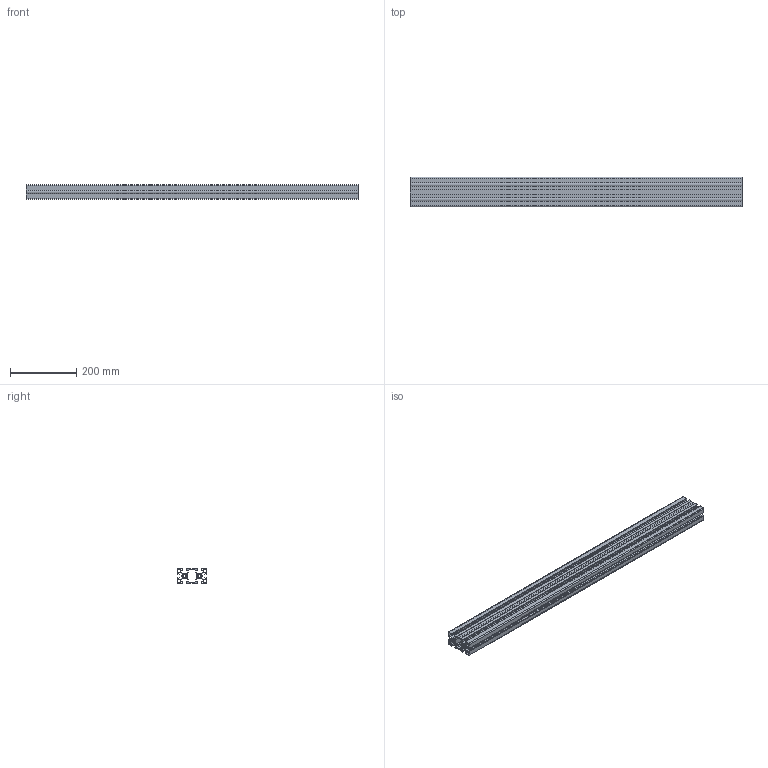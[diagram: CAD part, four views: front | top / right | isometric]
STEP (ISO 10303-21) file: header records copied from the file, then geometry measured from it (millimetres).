
FILE_DESCRIPTION(('STEP AP214'),'1');
FILE_NAME('cctmp_5BB6347D-7FFE-47A7-B2B5-B37A98644CDB_2020_1_20_8_48_33_268..stp','2020-01-20T07:48:33',('Bosch Rexroth AG'),('CADClick - www.CADClick.com'),'Spatial InterOp 3D',' ','unknown authorization - (Healing Option Enabled)');
FILE_SCHEMA(('AUTOMOTIVE_DESIGN'));
Length unit declared in the file: millimetre
Products named in the file (1): 2020_01_20__08-48-33-268
Bounding box: 1000 x 90 x 45 mm (x, y, z)
Volume: 1111854.4 mm3; surface area: 984575.2 mm2
Topology: 1 solids, 1 shells, 222 faces, 660 edges, 440 vertices
Faces by surface type: plane 176, cylinder 46
Entity records: 9204 total; most frequent: CARTESIAN_POINT 1323, ORIENTED_EDGE 1320, DIRECTION 1198, EDGE_CURVE 660, LINE 568, VECTOR 568, VERTEX_POINT 440, AXIS2_PLACEMENT_3D 315
